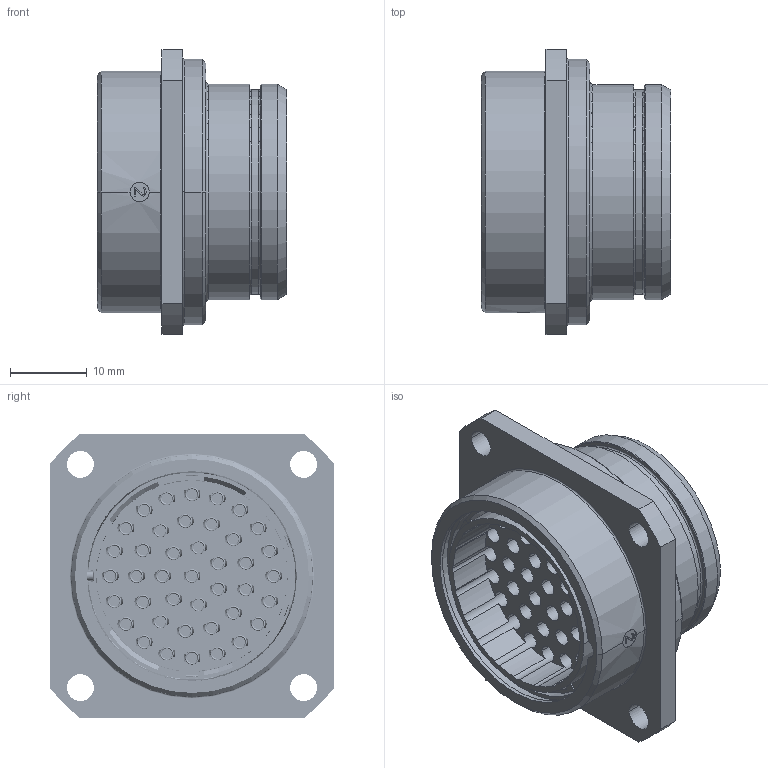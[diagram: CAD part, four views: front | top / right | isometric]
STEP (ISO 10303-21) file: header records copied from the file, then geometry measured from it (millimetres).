
FILE_DESCRIPTION((''),'2;1');
FILE_NAME('1332E541FS','2024-08-02T13:10:26',('paultorloting'),('NET AG system integration'),'CREO PARAMETRIC BY PTC INC, 2021404','CREO PARAMETRIC BY PTC INC, 2021404','');
FILE_SCHEMA(('AUTOMOTIVE_DESIGN { 1 0 10303 214 1 1 1 1 }'));
Products named in the file (1): 1332E541FS
Bounding box: 24.6 x 37 x 37 mm (x, y, z)
Volume: 14452.2 mm3; surface area: 19099.1 mm2
Topology: 1 solids, 42 shells, 4434 faces, 12139 edges, 7805 vertices
Faces by surface type: plane 2327, cylinder 1247, torus 267, cone 264, bspline 165, extrusion 164
Entity records: 180161 total; most frequent: CARTESIAN_POINT 37650, ORIENTED_EDGE 24114, DIRECTION 22168, EDGE_CURVE 12057, VERTEX_POINT 7805, AXIS2_PLACEMENT_3D 7567, VECTOR 7031, LINE 6867
